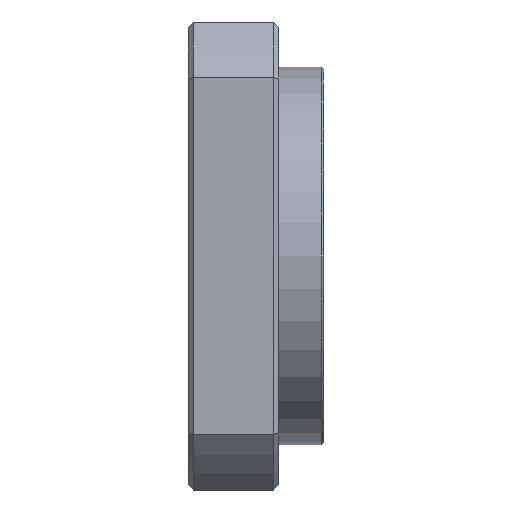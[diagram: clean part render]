
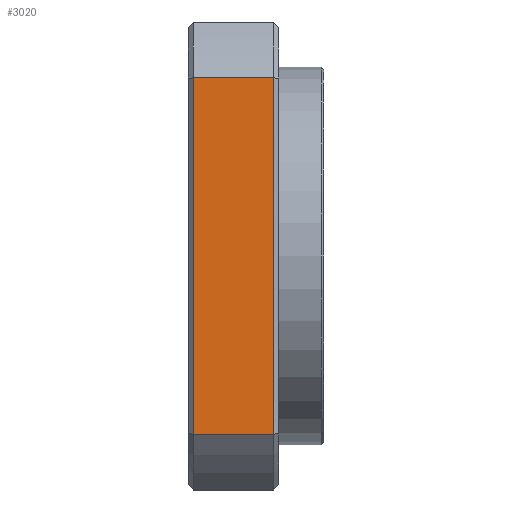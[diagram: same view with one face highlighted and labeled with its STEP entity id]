
A CAD part, front view. The second image highlights one B-rep face of the part: STEP entity #3020.
In plain terms, the highlighted planar face has unit normal (0, -1, 0).
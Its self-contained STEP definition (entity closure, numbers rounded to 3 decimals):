
#786 = CARTESIAN_POINT ( 'NONE',  ( 1., -46.5, 35.496 ) ) ;
#1256 = CARTESIAN_POINT ( 'NONE',  ( 17., -46.5, -35.496 ) ) ;
#1289 = DIRECTION ( 'NONE',  ( 1., 0., 0. ) ) ;
#1290 = VECTOR ( 'NONE', #1289, 1000. ) ;
#1291 = CARTESIAN_POINT ( 'NONE',  ( -81.647, -46.5, -35.496 ) ) ;
#1292 = LINE ( 'NONE', #1291, #1290 ) ;
#1466 = DIRECTION ( 'NONE',  ( 0., 0., -1. ) ) ;
#1467 = VECTOR ( 'NONE', #1466, 1000. ) ;
#1468 = CARTESIAN_POINT ( 'NONE',  ( 1., -46.5, -35.496 ) ) ;
#1469 = LINE ( 'NONE', #1468, #1467 ) ;
#1470 = DIRECTION ( 'NONE',  ( 0., 0., -1. ) ) ;
#1471 = DIRECTION ( 'NONE',  ( 0., -1., 0. ) ) ;
#1472 = AXIS2_PLACEMENT_3D ( 'NONE', #1473, #1471, #1470 ) ;
#1473 = CARTESIAN_POINT ( 'NONE',  ( 50., -46.5, -46.5 ) ) ;
#1474 = PLANE ( 'NONE',  #1472 ) ;
#1475 = FACE_OUTER_BOUND ( 'NONE', #3069, .T. ) ;
#1501 = DIRECTION ( 'NONE',  ( 0., 0., 1. ) ) ;
#1502 = VECTOR ( 'NONE', #1501, 1000. ) ;
#1503 = CARTESIAN_POINT ( 'NONE',  ( 17., -46.5, 35.496 ) ) ;
#1507 = LINE ( 'NONE', #1503, #1502 ) ;
#2410 = CARTESIAN_POINT ( 'NONE',  ( 1., -46.5, -35.496 ) ) ;
#2434 = DIRECTION ( 'NONE',  ( -1., 0., 0. ) ) ;
#2435 = VECTOR ( 'NONE', #2434, 1000. ) ;
#2436 = CARTESIAN_POINT ( 'NONE',  ( -81.647, -46.5, 35.496 ) ) ;
#2437 = LINE ( 'NONE', #2436, #2435 ) ;
#2438 = CARTESIAN_POINT ( 'NONE',  ( 17., -46.5, 35.496 ) ) ;
#2486 = VERTEX_POINT ( 'NONE', #2410 ) ;
#2505 = VERTEX_POINT ( 'NONE', #2438 ) ;
#2509 = EDGE_CURVE ( 'NONE', #2505, #2523, #2437, .T. ) ;
#2523 = VERTEX_POINT ( 'NONE', #786 ) ;
#2923 = VERTEX_POINT ( 'NONE', #1256 ) ;
#2936 = EDGE_CURVE ( 'NONE', #2486, #2923, #1292, .T. ) ;
#3020 = ADVANCED_FACE ( 'NONE', ( #1475 ), #1474, .T. ) ;
#3021 = EDGE_CURVE ( 'NONE', #2523, #2486, #1469, .T. ) ;
#3030 = ORIENTED_EDGE ( 'NONE', *, *, #2509, .T. ) ;
#3032 = ORIENTED_EDGE ( 'NONE', *, *, #3021, .T. ) ;
#3038 = EDGE_CURVE ( 'NONE', #2923, #2505, #1507, .T. ) ;
#3039 = ORIENTED_EDGE ( 'NONE', *, *, #3038, .T. ) ;
#3069 = EDGE_LOOP ( 'NONE', ( #3030, #3032, #3070, #3039 ) ) ;
#3070 = ORIENTED_EDGE ( 'NONE', *, *, #2936, .T. ) ;
